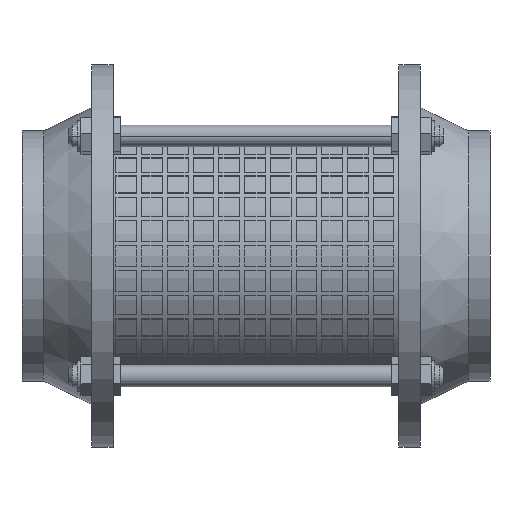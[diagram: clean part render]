
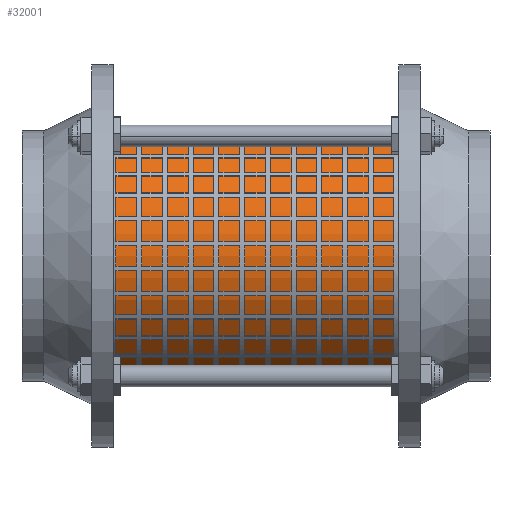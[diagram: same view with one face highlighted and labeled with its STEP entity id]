
A CAD part, front view. The second image highlights one B-rep face of the part: STEP entity #32001.
In plain terms, the highlighted cylindrical face has radius 35.8 mm (diameter 71.6 mm), a partial arc.
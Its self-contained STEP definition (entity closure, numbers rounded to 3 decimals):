
#1386 = DIRECTION ( 'NONE',  ( 0., 0., 1. ) ) ;
#3416 = CARTESIAN_POINT ( 'NONE',  ( -42.5, 0., 0. ) ) ;
#3591 = AXIS2_PLACEMENT_3D ( 'NONE', #46966, #51041, #7132 ) ;
#5892 = EDGE_CURVE ( 'NONE', #22892, #19776, #54611, .T. ) ;
#7132 = DIRECTION ( 'NONE',  ( 0., 0., -1. ) ) ;
#7712 = CARTESIAN_POINT ( 'NONE',  ( 143.758, 0., 0. ) ) ;
#10315 = EDGE_LOOP ( 'NONE', ( #21040, #28876, #47242, #12625 ) ) ;
#12625 = ORIENTED_EDGE ( 'NONE', *, *, #27183, .T. ) ;
#14755 = LINE ( 'NONE', #16426, #20022 ) ;
#15609 = DIRECTION ( 'NONE',  ( -1., 0., 0. ) ) ;
#15905 = CARTESIAN_POINT ( 'NONE',  ( 143.758, 0., -35.8 ) ) ;
#16426 = CARTESIAN_POINT ( 'NONE',  ( 143.758, 0., 35.8 ) ) ;
#16820 = EDGE_CURVE ( 'NONE', #19776, #45933, #41795, .T. ) ;
#17617 = AXIS2_PLACEMENT_3D ( 'NONE', #3416, #51672, #29271 ) ;
#19776 = VERTEX_POINT ( 'NONE', #29591 ) ;
#20022 = VECTOR ( 'NONE', #20200, 1000. ) ;
#20200 = DIRECTION ( 'NONE',  ( -1., 0., 0. ) ) ;
#21040 = ORIENTED_EDGE ( 'NONE', *, *, #16820, .F. ) ;
#22892 = VERTEX_POINT ( 'NONE', #51292 ) ;
#23917 = CARTESIAN_POINT ( 'NONE',  ( -42.5, 0., -35.8 ) ) ;
#25445 = DIRECTION ( 'NONE',  ( -1., 0., 0. ) ) ;
#27183 = EDGE_CURVE ( 'NONE', #42029, #45933, #45473, .T. ) ;
#28876 = ORIENTED_EDGE ( 'NONE', *, *, #5892, .F. ) ;
#29271 = DIRECTION ( 'NONE',  ( 0., 0., -1. ) ) ;
#29591 = CARTESIAN_POINT ( 'NONE',  ( 42.5, 0., -35.8 ) ) ;
#31174 = AXIS2_PLACEMENT_3D ( 'NONE', #7712, #25445, #1386 ) ;
#31998 = EDGE_CURVE ( 'NONE', #22892, #42029, #14755, .T. ) ;
#32001 = ADVANCED_FACE ( 'NONE', ( #50230 ), #47541, .T. ) ;
#35359 = CARTESIAN_POINT ( 'NONE',  ( -42.5, 0., 35.8 ) ) ;
#41795 = LINE ( 'NONE', #15905, #43158 ) ;
#42029 = VERTEX_POINT ( 'NONE', #35359 ) ;
#43158 = VECTOR ( 'NONE', #15609, 1000. ) ;
#45473 = CIRCLE ( 'NONE', #17617, 35.8 ) ;
#45933 = VERTEX_POINT ( 'NONE', #23917 ) ;
#46966 = CARTESIAN_POINT ( 'NONE',  ( 42.5, 0., 0. ) ) ;
#47242 = ORIENTED_EDGE ( 'NONE', *, *, #31998, .T. ) ;
#47541 = CYLINDRICAL_SURFACE ( 'NONE', #31174, 35.8 ) ;
#50230 = FACE_OUTER_BOUND ( 'NONE', #10315, .T. ) ;
#51041 = DIRECTION ( 'NONE',  ( 1., 0., 0. ) ) ;
#51292 = CARTESIAN_POINT ( 'NONE',  ( 42.5, 0., 35.8 ) ) ;
#51672 = DIRECTION ( 'NONE',  ( 1., 0., 0. ) ) ;
#54611 = CIRCLE ( 'NONE', #3591, 35.8 ) ;
